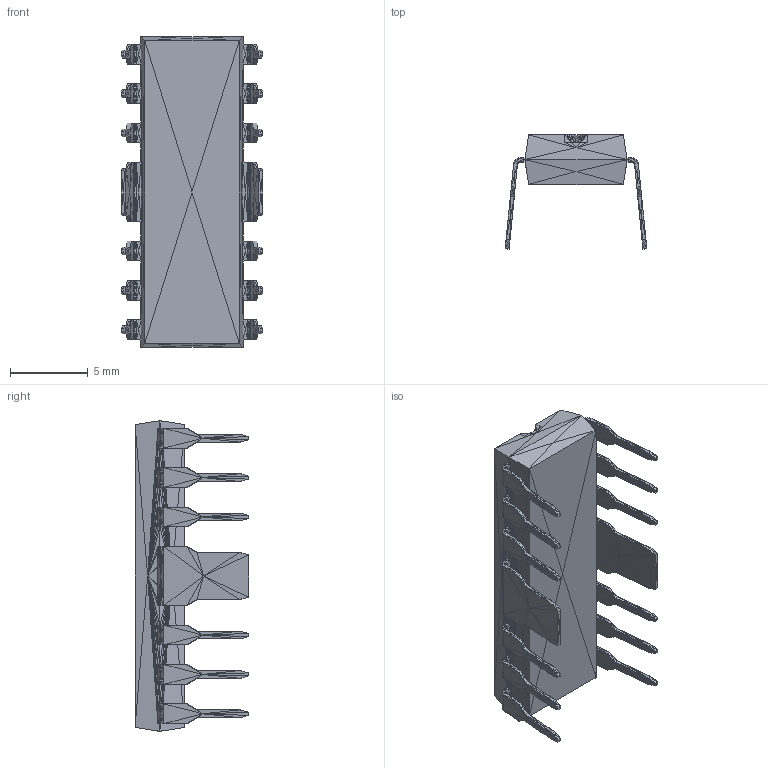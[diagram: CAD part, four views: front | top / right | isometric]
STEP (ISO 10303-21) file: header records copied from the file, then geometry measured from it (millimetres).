
FILE_DESCRIPTION(('Aspose.CAD STEP Model'),'2;1');
FILE_NAME('','2025-07-11T14:39:50.0604434+00:00',(''),(''),'','Aspose.CAD','');
FILE_SCHEMA(('AUTOMOTIVE_DESIGN'));
Products named in the file (2): Unnamed; Brep shape
Bounding box: 9.14 x 7.35 x 20.04 mm (x, y, z)
Surface area: 677.6 mm2 (no closed solid volume)
Topology: 0 solids, 2074 shells, 2074 faces, 6222 edges, 6222 vertices
Faces by surface type: plane 2074
Entity records: 22844 total; most frequent: CARTESIAN_POINT 8298, DIRECTION 4152, AXIS2_PLACEMENT_3D 2076, POLY_LOOP 2074, FACE_OUTER_BOUND 2074, PLANE 2074, FACE_SURFACE 2074, PRODUCT 2
